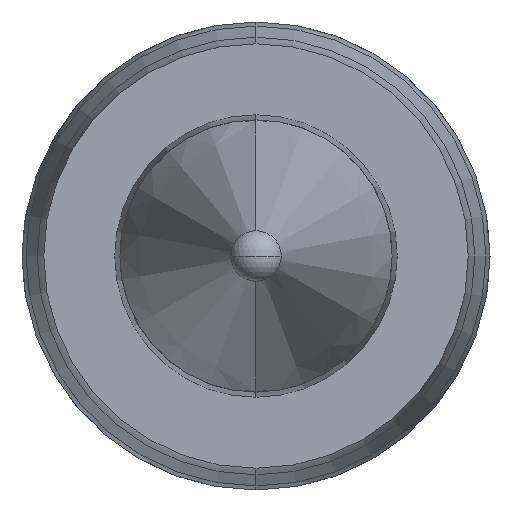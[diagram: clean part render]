
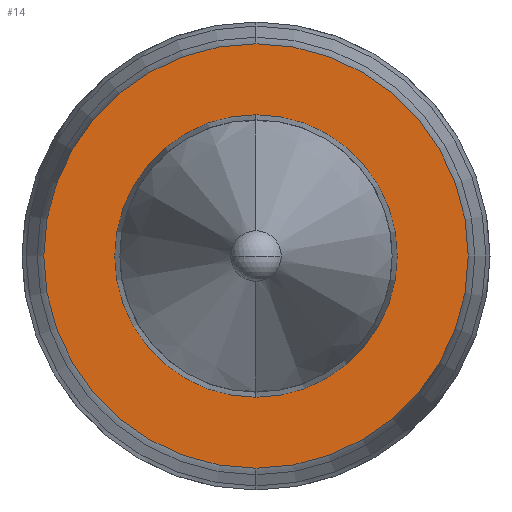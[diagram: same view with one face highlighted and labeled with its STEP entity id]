
A CAD part, left-side view. The second image highlights one B-rep face of the part: STEP entity #14.
In plain terms, the highlighted planar face has unit normal (-1, 0, 0).
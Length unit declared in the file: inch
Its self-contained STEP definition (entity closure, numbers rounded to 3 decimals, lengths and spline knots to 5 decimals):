
#14 = ADVANCED_FACE ( 'NONE', ( #304, #305 ), #103, .F. ) ;
#33 = CARTESIAN_POINT ( 'NONE',  ( 0.24, 0., 0.01624 ) ) ;
#41 = VERTEX_POINT ( 'NONE', #65 ) ;
#64 = EDGE_CURVE ( 'NONE', #41, #97, #410, .T. ) ;
#65 = CARTESIAN_POINT ( 'NONE',  ( 0.24, 0., -0.0244 ) ) ;
#71 = EDGE_CURVE ( 'NONE', #316, #101, #537, .T. ) ;
#90 = AXIS2_PLACEMENT_3D ( 'NONE', #365, #452, #362 ) ;
#97 = VERTEX_POINT ( 'NONE', #386 ) ;
#98 = AXIS2_PLACEMENT_3D ( 'NONE', #434, #370, #367 ) ;
#101 = VERTEX_POINT ( 'NONE', #33 ) ;
#103 = PLANE ( 'NONE',  #126 ) ;
#126 = AXIS2_PLACEMENT_3D ( 'NONE', #375, #143, #128 ) ;
#128 = DIRECTION ( 'NONE',  ( 0., 0., -1. ) ) ;
#140 = ORIENTED_EDGE ( 'NONE', *, *, #64, .T. ) ;
#142 = EDGE_LOOP ( 'NONE', ( #163, #249 ) ) ;
#143 = DIRECTION ( 'NONE',  ( 1., 0., 0. ) ) ;
#163 = ORIENTED_EDGE ( 'NONE', *, *, #71, .F. ) ;
#172 = CARTESIAN_POINT ( 'NONE',  ( 0.24, 0., -0.01624 ) ) ;
#192 = DIRECTION ( 'NONE',  ( 0., 0., 1. ) ) ;
#228 = ORIENTED_EDGE ( 'NONE', *, *, #474, .T. ) ;
#248 = DIRECTION ( 'NONE',  ( -1., 0., 0. ) ) ;
#249 = ORIENTED_EDGE ( 'NONE', *, *, #431, .F. ) ;
#268 = CARTESIAN_POINT ( 'NONE',  ( 0.24, 0., 0. ) ) ;
#304 = FACE_BOUND ( 'NONE', #142, .T. ) ;
#305 = FACE_OUTER_BOUND ( 'NONE', #340, .T. ) ;
#316 = VERTEX_POINT ( 'NONE', #172 ) ;
#323 = CIRCLE ( 'NONE', #346, 0.01624 ) ;
#340 = EDGE_LOOP ( 'NONE', ( #228, #140 ) ) ;
#346 = AXIS2_PLACEMENT_3D ( 'NONE', #268, #248, #192 ) ;
#362 = DIRECTION ( 'NONE',  ( 0., 0., 1. ) ) ;
#365 = CARTESIAN_POINT ( 'NONE',  ( 0.24, 0., 0. ) ) ;
#367 = DIRECTION ( 'NONE',  ( 0., 0., 1. ) ) ;
#370 = DIRECTION ( 'NONE',  ( -1., 0., 0. ) ) ;
#375 = CARTESIAN_POINT ( 'NONE',  ( 0.24, 0.0244, 0. ) ) ;
#381 = CARTESIAN_POINT ( 'NONE',  ( 0.24, 0., 0. ) ) ;
#386 = CARTESIAN_POINT ( 'NONE',  ( 0.24, 0., 0.0244 ) ) ;
#410 = CIRCLE ( 'NONE', #98, 0.0244 ) ;
#421 = AXIS2_PLACEMENT_3D ( 'NONE', #381, #569, #580 ) ;
#429 = CIRCLE ( 'NONE', #421, 0.0244 ) ;
#431 = EDGE_CURVE ( 'NONE', #101, #316, #323, .T. ) ;
#434 = CARTESIAN_POINT ( 'NONE',  ( 0.24, 0., 0. ) ) ;
#452 = DIRECTION ( 'NONE',  ( -1., 0., 0. ) ) ;
#474 = EDGE_CURVE ( 'NONE', #97, #41, #429, .T. ) ;
#537 = CIRCLE ( 'NONE', #90, 0.01624 ) ;
#569 = DIRECTION ( 'NONE',  ( -1., 0., 0. ) ) ;
#580 = DIRECTION ( 'NONE',  ( 0., 0., 1. ) ) ;
